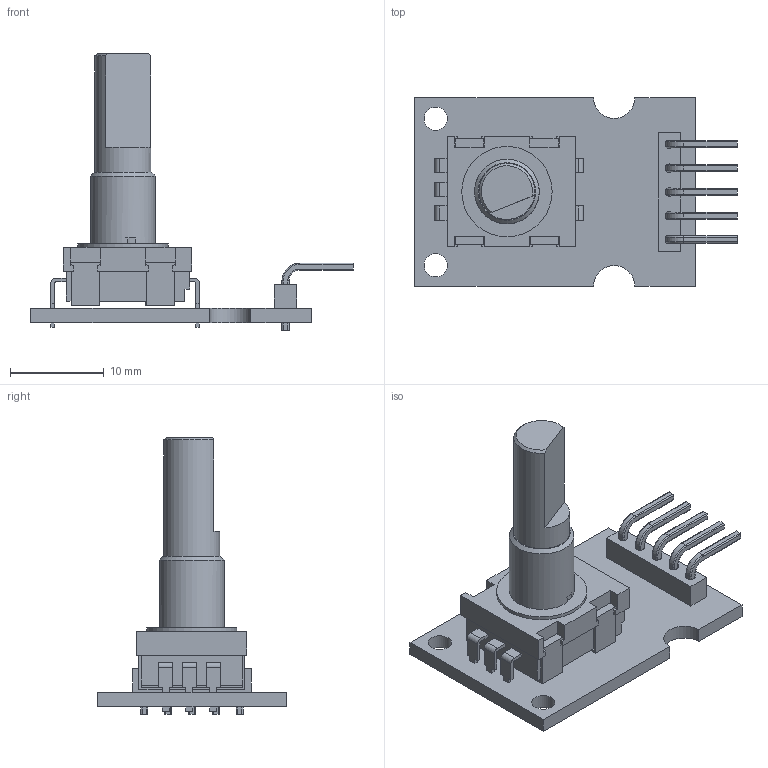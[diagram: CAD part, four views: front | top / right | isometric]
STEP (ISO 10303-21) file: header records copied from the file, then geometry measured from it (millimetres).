
FILE_DESCRIPTION(/* description */ ('','CAx-IF Rec.Pracs.---Representation and Presentation of Product Manufacturing Information (PMI)---4.0---2014-10-13'),/* implementation_level */ '2;1');
FILE_NAME(/* name */ '74d2f9c4-e544-4fcd-92b6-34c081a9251f.stp',/* time_stamp */ '2025-02-25T01:36:34Z',/* author */ (''),/* organization */ (''),/* preprocessor_version */ 'ST-DEVELOPER v20',/* originating_system */ 'Autodesk Translation Framework v13.20.0.188',/* authorisation */ '');
FILE_SCHEMA (('AP242_MANAGED_MODEL_BASED_3D_ENGINEERING_MIM_LF { 1 0 10303 442 1 1 4 }'));
Length unit declared in the file: millimetre
Products named in the file (9): rotary encoder_17mm_hole_spc; mtg flange; body_encoder; 5 pin header; 90d pin_header; body_2; shaft_encoder; pins_encoder body_2; Component10
Assembly tree (19 placements, depth 2):
  rotary encoder_17mm_hole_spc
    mtg flange
    body_encoder
    5 pin header
    90d pin_header  x5
    body_2  x4
    pins_encoder body_2  x5
    shaft_encoder
    Component10
Bounding box: 34.45 x 20.13 x 29.57 mm (x, y, z)
Volume: 2477.8 mm3; surface area: 3015.6 mm2
Topology: 10 solids, 15 shells, 360 faces, 980 edges, 637 vertices
Faces by surface type: plane 248, cylinder 90, torus 20, cone 2
Full cylindrical faces by diameter (mm): 0.889 x3, 2.5 x2, 2.972 x1, 2.997 x1, 5.969 x1, 6.909 x1, 9.652 x1
Entity records: 11762 total; most frequent: CARTESIAN_POINT 2009, DIRECTION 1962, ORIENTED_EDGE 1960, EDGE_CURVE 980, LINE 770, VECTOR 770, VERTEX_POINT 637, AXIS2_PLACEMENT_3D 596
